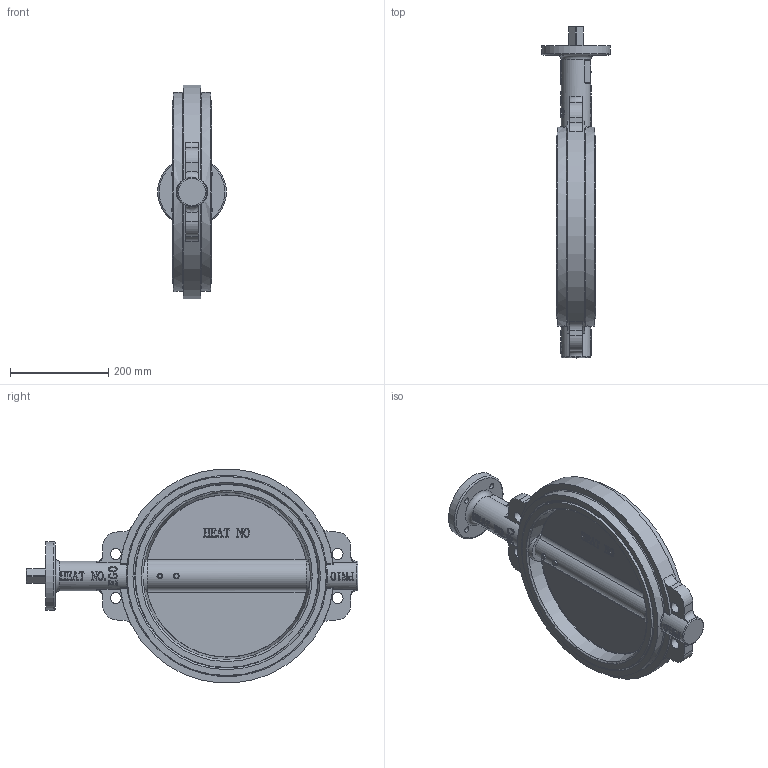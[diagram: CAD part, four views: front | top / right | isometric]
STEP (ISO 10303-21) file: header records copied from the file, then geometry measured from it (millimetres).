
FILE_DESCRIPTION(/* description */ (''),/* implementation_level */ '2;1');
FILE_NAME(/* name */ 'DN350 253W.stp',/* time_stamp */ '2019-05-02T11:46:41+02:00',/* author */ ('A8711351'),/* organization */ (''),/* preprocessor_version */ 'ST-DEVELOPER v16.5',/* originating_system */ 'Autodesk Inventor LT',/* authorisation */ '');
FILE_SCHEMA (('AUTOMOTIVE_DESIGN { 1 0 10303 214 3 1 1 }'));
Products named in the file (1): Î¦+õ¦Õ1
Bounding box: 140 x 675 x 434.41 mm (x, y, z)
Volume: 6820345.3 mm3; surface area: 907983.5 mm2
Topology: 8 solids, 8 shells, 1204 faces, 4490 edges, 3471 vertices
Faces by surface type: plane 672, bspline 376, cylinder 110, cone 20, torus 16, sphere 10
Full cylindrical faces by diameter (mm): 12 x4, 22 x4, 31.6 x1, 31.8 x2, 38.1 x3, 60 x2, 70 x1, 140 x1, 372.1 x2, 375 x1, 375.1 x1, 405 x2
Entity records: 128476 total; most frequent: CARTESIAN_POINT 93092, ORIENTED_EDGE 8858, DIRECTION 5063, EDGE_CURVE 4429, VERTEX_POINT 3454, LINE 2479, VECTOR 2479, B_SPLINE_CURVE_WITH_KNOTS 1487
